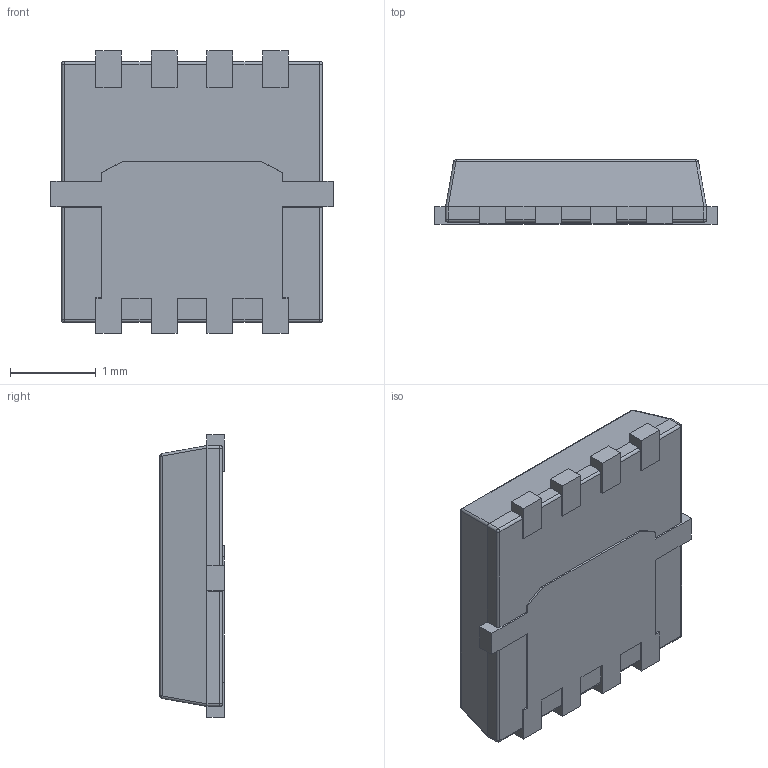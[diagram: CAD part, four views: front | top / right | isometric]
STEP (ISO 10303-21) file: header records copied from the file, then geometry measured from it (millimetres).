
FILE_DESCRIPTION (( 'STEP AP214' ), '1' );
FILE_NAME ('NVTFS040N10MCLTAG.STEP', '2024-05-08T06:27:46', ( '' ), ( '' ), 'SwSTEP 2.0', 'SolidWorks 2016', '' );
FILE_SCHEMA (( 'AUTOMOTIVE_DESIGN' ));
Length unit declared in the file: millimetre
Products named in the file (1): NVTFS040N10MCLTAG
Bounding box: 3.3 x 0.75 x 3.3 mm (x, y, z)
Volume: 6.6 mm3; surface area: 41.1 mm2
Topology: 6 solids, 6 shells, 159 faces, 422 edges, 268 vertices
Faces by surface type: plane 123, cylinder 28, sphere 8
Entity records: 5479 total; most frequent: CARTESIAN_POINT 878, ORIENTED_EDGE 828, DIRECTION 770, EDGE_CURVE 414, LINE 354, VECTOR 354, VERTEX_POINT 268, AXIS2_PLACEMENT_3D 208
